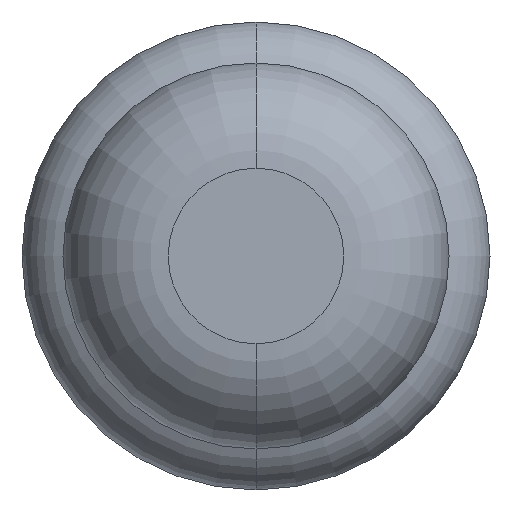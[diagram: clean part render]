
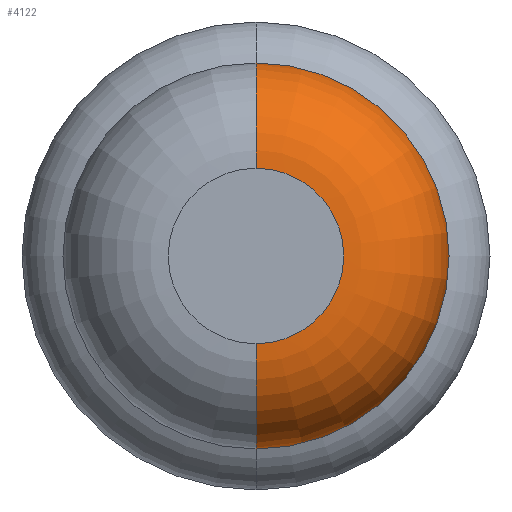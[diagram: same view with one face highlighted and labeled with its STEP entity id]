
A CAD part, front view. The second image highlights one B-rep face of the part: STEP entity #4122.
In plain terms, the highlighted toroidal (fillet/blend) face has major radius 0.375 mm and minor radius 0.45 mm.
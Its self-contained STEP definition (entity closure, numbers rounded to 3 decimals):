
#18 = DIRECTION ( 'NONE',  ( 1., 0., 0. ) ) ;
#92 = DIRECTION ( 'NONE',  ( 0., 0., -1. ) ) ;
#123 = VERTEX_POINT ( 'NONE', #2127 ) ;
#283 = FACE_OUTER_BOUND ( 'NONE', #3162, .T. ) ;
#377 = TOROIDAL_SURFACE ( 'NONE', #1407, 0.375, 0.45 ) ;
#427 = CIRCLE ( 'NONE', #792, 0.375 ) ;
#694 = DIRECTION ( 'NONE',  ( -1., 0., 0. ) ) ;
#780 = DIRECTION ( 'NONE',  ( 0., 1., 0. ) ) ;
#792 = AXIS2_PLACEMENT_3D ( 'NONE', #3398, #780, #1389 ) ;
#1269 = DIRECTION ( 'NONE',  ( 0., 0., 1. ) ) ;
#1305 = AXIS2_PLACEMENT_3D ( 'NONE', #2053, #18, #92 ) ;
#1366 = VERTEX_POINT ( 'NONE', #2931 ) ;
#1389 = DIRECTION ( 'NONE',  ( 0., 0., 1. ) ) ;
#1407 = AXIS2_PLACEMENT_3D ( 'NONE', #3950, #1912, #3968 ) ;
#1423 = ORIENTED_EDGE ( 'NONE', *, *, #3367, .T. ) ;
#1501 = VERTEX_POINT ( 'NONE', #4029 ) ;
#1570 = EDGE_CURVE ( 'NONE', #1501, #3306, #3674, .T. ) ;
#1642 = DIRECTION ( 'NONE',  ( 0., 1., 0. ) ) ;
#1912 = DIRECTION ( 'NONE',  ( 0., 1., 0. ) ) ;
#1930 = ORIENTED_EDGE ( 'NONE', *, *, #2067, .F. ) ;
#2053 = CARTESIAN_POINT ( 'NONE',  ( 0., -23.55, -0.375 ) ) ;
#2067 = EDGE_CURVE ( 'Defeature ausgef�hrt1_7+Defeature ausgef�hrt1_6+Defeature ausgef�hrt1_6+Defeature ausgef�hrt1_6', #1366, #3306, #2875, .T. ) ;
#2104 = CARTESIAN_POINT ( 'NONE',  ( 0., -23.55, -0.825 ) ) ;
#2127 = CARTESIAN_POINT ( 'NONE',  ( 0., -24., 0.375 ) ) ;
#2168 = EDGE_CURVE ( 'NONE', #123, #1366, #4375, .T. ) ;
#2371 = DIRECTION ( 'NONE',  ( 0., 0., 1. ) ) ;
#2679 = CARTESIAN_POINT ( 'NONE',  ( 0., -23.55, 0. ) ) ;
#2875 = CIRCLE ( 'NONE', #3397, 0.825 ) ;
#2931 = CARTESIAN_POINT ( 'NONE',  ( 0., -23.55, 0.825 ) ) ;
#3045 = CARTESIAN_POINT ( 'NONE',  ( 0., -23.55, 0.375 ) ) ;
#3162 = EDGE_LOOP ( 'NONE', ( #1423, #3897, #1930, #4384 ) ) ;
#3306 = VERTEX_POINT ( 'NONE', #2104 ) ;
#3367 = EDGE_CURVE ( 'Defeature ausgef�hrt1_6+Defeature ausgef�hrt1_5+Defeature ausgef�hrt1_5+Defeature ausgef�hrt1_5', #123, #1501, #427, .T. ) ;
#3397 = AXIS2_PLACEMENT_3D ( 'NONE', #2679, #1642, #1269 ) ;
#3398 = CARTESIAN_POINT ( 'NONE',  ( 0., -24., 0. ) ) ;
#3674 = CIRCLE ( 'NONE', #1305, 0.45 ) ;
#3877 = AXIS2_PLACEMENT_3D ( 'NONE', #3045, #694, #2371 ) ;
#3897 = ORIENTED_EDGE ( 'NONE', *, *, #1570, .T. ) ;
#3950 = CARTESIAN_POINT ( 'NONE',  ( 0., -23.55, 0. ) ) ;
#3968 = DIRECTION ( 'NONE',  ( 0., 0., 1. ) ) ;
#4029 = CARTESIAN_POINT ( 'NONE',  ( 0., -24., -0.375 ) ) ;
#4122 = ADVANCED_FACE ( 'Defeature ausgef�hrt1_6', ( #283 ), #377, .T. ) ;
#4375 = CIRCLE ( 'NONE', #3877, 0.45 ) ;
#4384 = ORIENTED_EDGE ( 'NONE', *, *, #2168, .F. ) ;
